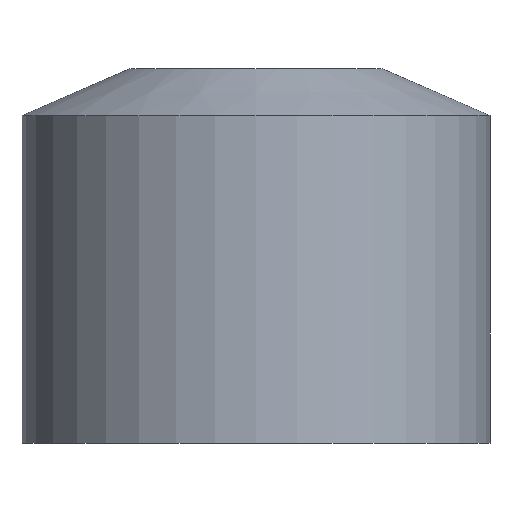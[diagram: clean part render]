
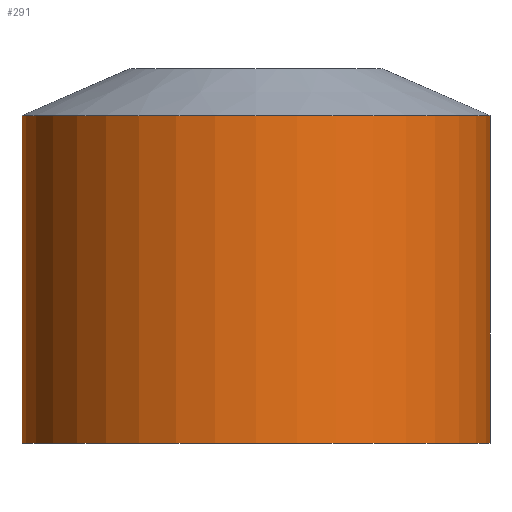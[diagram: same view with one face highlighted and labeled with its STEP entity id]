
A CAD part, front view. The second image highlights one B-rep face of the part: STEP entity #291.
In plain terms, the highlighted cylindrical face has radius 20 mm (diameter 40 mm), a partial arc.
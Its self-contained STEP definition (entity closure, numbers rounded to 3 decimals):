
#90=CARTESIAN_POINT('',(0.,0.,0.));
#91=DIRECTION('',(0.,0.,1.));
#92=DIRECTION('',(-1.,0.,0.));
#93=AXIS2_PLACEMENT_3D('',#90,#91,#92);
#106=DIRECTION('',(0.,0.,1.));
#107=VECTOR('',#106,28.);
#108=CARTESIAN_POINT('',(20.,0.,0.));
#109=LINE('',#108,#107);
#127=CARTESIAN_POINT('',(0.,0.,28.));
#128=DIRECTION('',(0.,0.,-1.));
#129=DIRECTION('',(1.,0.,0.));
#130=AXIS2_PLACEMENT_3D('',#127,#128,#129);
#135=DIRECTION('',(0.,0.,1.));
#136=VECTOR('',#135,28.);
#137=CARTESIAN_POINT('',(-20.,0.,0.));
#138=LINE('',#137,#136);
#204=CARTESIAN_POINT('',(20.,0.,0.));
#205=CARTESIAN_POINT('',(-20.,0.,0.));
#206=VERTEX_POINT('',#204);
#207=VERTEX_POINT('',#205);
#212=CARTESIAN_POINT('',(-20.,0.,28.));
#213=CARTESIAN_POINT('',(20.,0.,28.));
#214=VERTEX_POINT('',#212);
#215=VERTEX_POINT('',#213);
#280=CARTESIAN_POINT('',(0.,0.,0.));
#281=DIRECTION('',(0.,0.,1.));
#282=DIRECTION('',(1.,0.,0.));
#283=AXIS2_PLACEMENT_3D('',#280,#281,#282);
#284=CYLINDRICAL_SURFACE('',#283,20.);
#285=ORIENTED_EDGE('',*,*,#271,.F.);
#286=ORIENTED_EDGE('',*,*,#246,.F.);
#287=ORIENTED_EDGE('',*,*,#231,.F.);
#288=ORIENTED_EDGE('',*,*,#243,.T.);
#289=EDGE_LOOP('',(#285,#286,#287,#288));
#290=FACE_OUTER_BOUND('',#289,.F.);
#291=ADVANCED_FACE('',(#290),#284,.T.);
#94=CIRCLE('',#93,20.);
#131=CIRCLE('',#130,20.);
#231=EDGE_CURVE('',#207,#206,#94,.T.);
#243=EDGE_CURVE('',#207,#214,#138,.T.);
#246=EDGE_CURVE('',#206,#215,#109,.T.);
#271=EDGE_CURVE('',#215,#214,#131,.T.);
